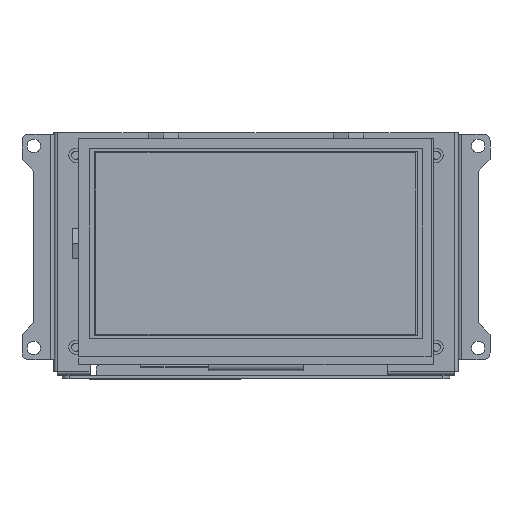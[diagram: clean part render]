
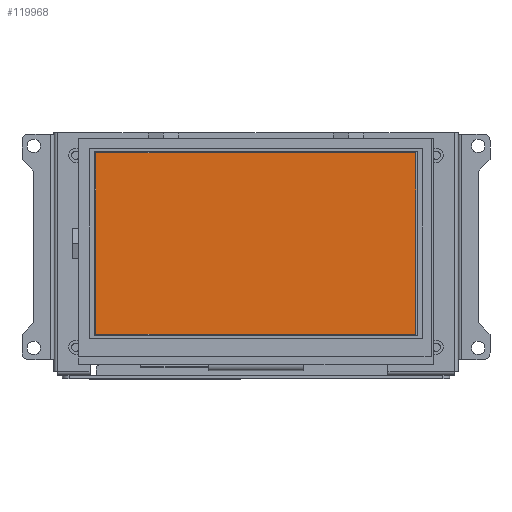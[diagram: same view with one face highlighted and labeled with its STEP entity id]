
A CAD part, top view. The second image highlights one B-rep face of the part: STEP entity #119968.
In plain terms, the highlighted planar face has unit normal (0, 0, 1).
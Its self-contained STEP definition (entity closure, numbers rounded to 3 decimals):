
#7094=PLANE('',#127616);
#13194=FACE_OUTER_BOUND('',#19867,.T.);
#19867=EDGE_LOOP('',(#111646,#111647,#111648,#111649));
#33747=LINE('',#198300,#47769);
#33751=LINE('',#198308,#47773);
#33754=LINE('',#198314,#47776);
#33757=LINE('',#198319,#47779);
#47769=VECTOR('',#156153,10.);
#47773=VECTOR('',#156159,10.);
#47776=VECTOR('',#156164,10.);
#47779=VECTOR('',#156169,10.);
#61016=VERTEX_POINT('',#198298);
#61017=VERTEX_POINT('',#198299);
#61020=VERTEX_POINT('',#198307);
#61022=VERTEX_POINT('',#198313);
#78003=EDGE_CURVE('',#61016,#61017,#33747,.T.);
#78007=EDGE_CURVE('',#61017,#61020,#33751,.T.);
#78010=EDGE_CURVE('',#61020,#61022,#33754,.T.);
#78013=EDGE_CURVE('',#61022,#61016,#33757,.T.);
#111646=ORIENTED_EDGE('',*,*,#78013,.T.);
#111647=ORIENTED_EDGE('',*,*,#78003,.T.);
#111648=ORIENTED_EDGE('',*,*,#78007,.T.);
#111649=ORIENTED_EDGE('',*,*,#78010,.T.);
#119968=ADVANCED_FACE('',(#13194),#7094,.T.);
#127616=AXIS2_PLACEMENT_3D('',#198404,#156251,#156252);
#156153=DIRECTION('',(-1.,0.,0.));
#156159=DIRECTION('',(0.,-1.,0.));
#156164=DIRECTION('',(1.,0.,0.));
#156169=DIRECTION('',(0.,1.,0.));
#156251=DIRECTION('center_axis',(0.,0.,1.));
#156252=DIRECTION('ref_axis',(1.,0.,0.));
#198298=CARTESIAN_POINT('',(47.47,26.9,4.06));
#198299=CARTESIAN_POINT('',(-47.57,26.9,4.06));
#198300=CARTESIAN_POINT('',(23.71,26.9,4.06));
#198307=CARTESIAN_POINT('',(-47.57,-26.956,4.06));
#198308=CARTESIAN_POINT('',(-47.57,12.25,4.06));
#198313=CARTESIAN_POINT('',(47.47,-26.956,4.06));
#198314=CARTESIAN_POINT('',(-23.81,-26.956,4.06));
#198319=CARTESIAN_POINT('',(47.47,-14.678,4.06));
#198404=CARTESIAN_POINT('Origin',(-0.05,-2.4,
4.06));
